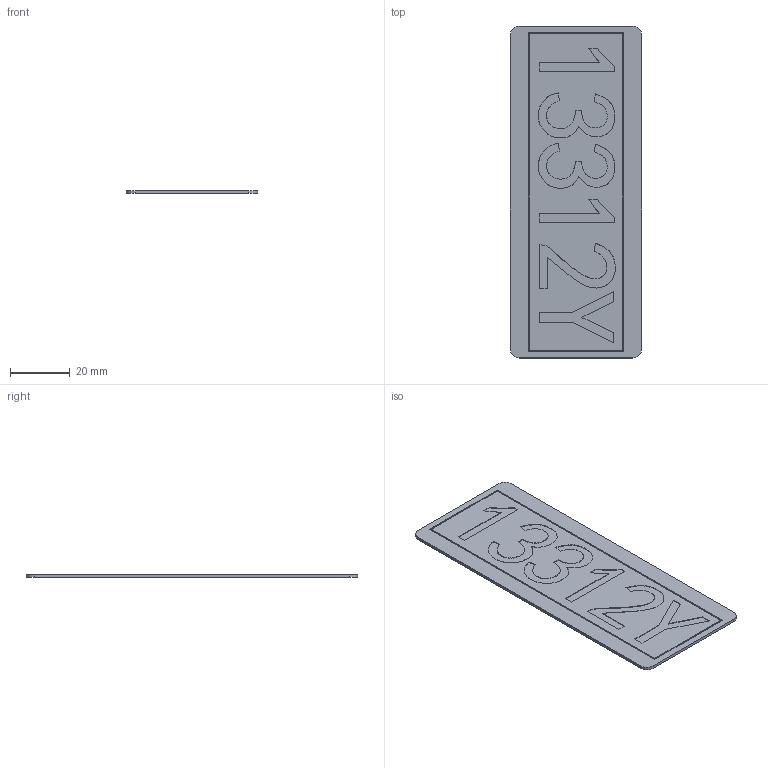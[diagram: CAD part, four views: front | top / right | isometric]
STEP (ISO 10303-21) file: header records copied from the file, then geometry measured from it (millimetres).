
FILE_DESCRIPTION (( 'STEP AP214' ), '1' );
FILE_NAME ('勦齪13312Y.STEP', '2024-08-30T04:55:31', ( '' ), ( '' ), 'SwSTEP 2.0', 'SolidWorks 2024', '' );
FILE_SCHEMA (( 'AUTOMOTIVE_DESIGN' ));
Length unit declared in the file: millimetre
Products named in the file (1): 队牌13312Y
Bounding box: 44 x 110.98 x 1 mm (x, y, z)
Volume: 4704.7 mm3; surface area: 10276.2 mm2
Topology: 1 solids, 1 shells, 72 faces, 186 edges, 124 vertices
Faces by surface type: plane 53, bspline 15, cylinder 4
Entity records: 4083 total; most frequent: CARTESIAN_POINT 2390, ORIENTED_EDGE 372, DIRECTION 280, EDGE_CURVE 186, LINE 148, VECTOR 148, VERTEX_POINT 124, EDGE_LOOP 80
